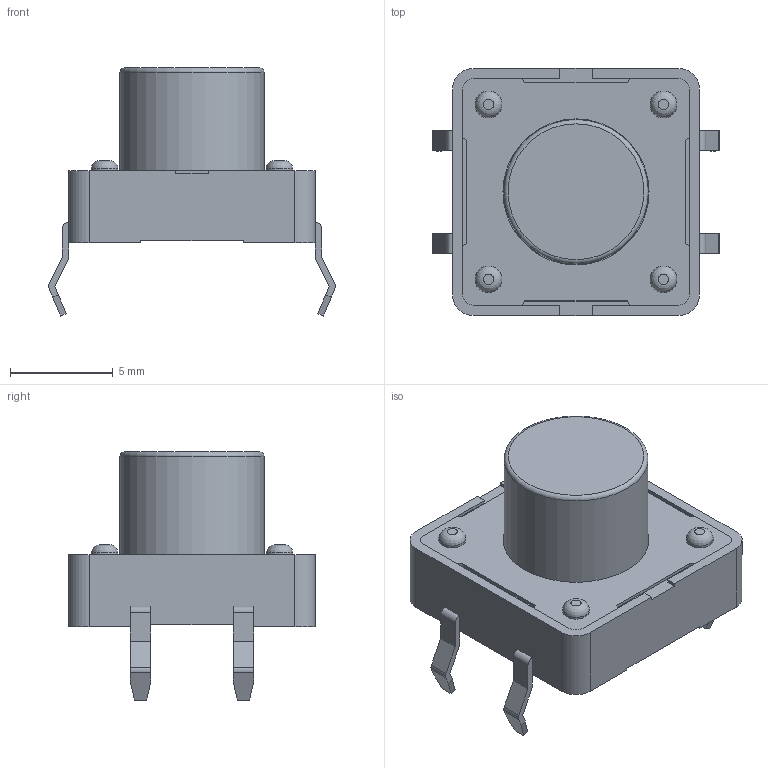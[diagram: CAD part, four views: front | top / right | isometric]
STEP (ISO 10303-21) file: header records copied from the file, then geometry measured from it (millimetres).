
FILE_DESCRIPTION(/* description */ ('model of SW_PUSH-12mm_Wuerth-430476085716'),/* implementation_level */ '2;1');
FILE_NAME(/* name */ 'SW_PUSH-12mm_Wuerth-430476085716.step',/* time_stamp */ '1970-01-01T00:00:00',/* author */ ('KiCAD','kicad'),/* organization */ ('OCCT'),/* preprocessor_version */ '',/* originating_system */ 'KiCAD',/* authorisation */ '');
FILE_SCHEMA(('AUTOMOTIVE_DESIGN { 1 0 10303 214 1 1 1 1 }'));
Length unit declared in the file: millimetre
Products named in the file (1): SW_PUSH-12mm_Wuerth-430476085716
Bounding box: 13.94 x 12 x 12.06 mm (x, y, z)
Volume: 690.2 mm3; surface area: 616.2 mm2
Topology: 1 solids, 1 shells, 127 faces, 352 edges, 233 vertices
Faces by surface type: plane 96, cylinder 26, revolution 4, torus 1
Full cylindrical faces by diameter (mm): 1.3 x4, 7 x1, 7.1 x1
Entity records: 2807 total; most frequent: ORIENTED_EDGE 552, CARTESIAN_POINT 398, EDGE_CURVE 352, LINE 252, VERTEX_POINT 233, AXIS2_PLACEMENT_3D 164, FACE_BOUND 133, EDGE_LOOP 133
